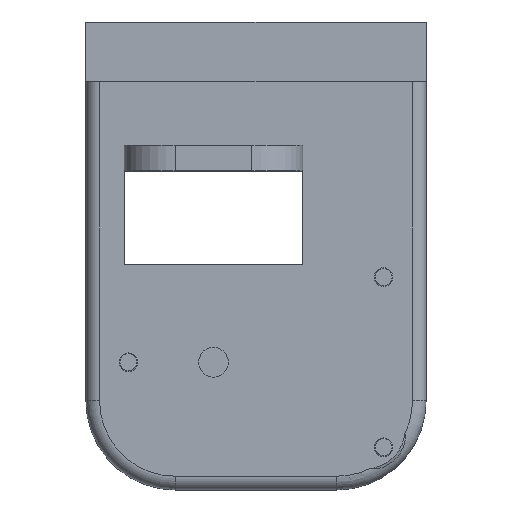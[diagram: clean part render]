
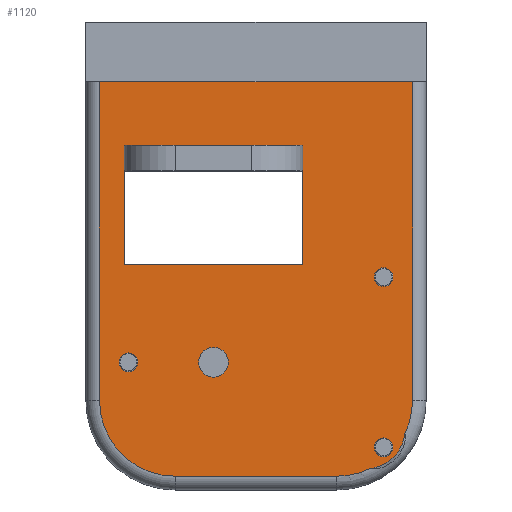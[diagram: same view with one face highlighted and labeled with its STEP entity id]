
A CAD part, top view. The second image highlights one B-rep face of the part: STEP entity #1120.
In plain terms, the highlighted planar face has unit normal (0, 0, 1).
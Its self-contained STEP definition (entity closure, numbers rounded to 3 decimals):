
#16=B_SPLINE_CURVE_WITH_KNOTS('',3,(#1873,#1874,#1875,#1876,#1877,#1878,
#1879,#1880,#1881,#1882,#1883,#1884,#1885,#1886,#1887,#1888),
 .UNSPECIFIED.,.F.,.F.,(4,2,2,2,2,2,2,4),(-0.001,0.,0.175,
0.275,0.336,0.496,0.7,
0.702),.UNSPECIFIED.);
#34=FACE_BOUND('',#181,.T.);
#35=FACE_BOUND('',#182,.T.);
#36=FACE_BOUND('',#183,.T.);
#37=FACE_BOUND('',#184,.T.);
#38=FACE_BOUND('',#185,.T.);
#63=PLANE('',#1228);
#106=FACE_OUTER_BOUND('',#180,.T.);
#180=EDGE_LOOP('',(#916,#917,#918,#919,#920,#921,#922,#923));
#181=EDGE_LOOP('',(#924));
#182=EDGE_LOOP('',(#925,#926,#927,#928,#929,#930));
#183=EDGE_LOOP('',(#931));
#184=EDGE_LOOP('',(#932));
#185=EDGE_LOOP('',(#933));
#262=LINE('',#1759,#361);
#286=LINE('',#1822,#385);
#300=LINE('',#1864,#399);
#301=LINE('',#1866,#400);
#302=LINE('',#1870,#401);
#303=LINE('',#1892,#402);
#304=LINE('',#1894,#403);
#305=LINE('',#1895,#404);
#306=LINE('',#1897,#405);
#307=LINE('',#1898,#406);
#361=VECTOR('',#1395,10.);
#385=VECTOR('',#1453,10.);
#399=VECTOR('',#1497,10.);
#400=VECTOR('',#1498,10.);
#401=VECTOR('',#1501,10.);
#402=VECTOR('',#1506,10.);
#403=VECTOR('',#1507,10.);
#404=VECTOR('',#1508,10.);
#405=VECTOR('',#1509,10.);
#406=VECTOR('',#1510,10.);
#446=CIRCLE('',#1226,1.1);
#448=CIRCLE('',#1229,8.9);
#449=CIRCLE('',#1230,8.9);
#450=CIRCLE('',#1231,8.9);
#451=CIRCLE('',#1232,1.1);
#452=CIRCLE('',#1233,1.75);
#453=CIRCLE('',#1234,1.1);
#489=VERTEX_POINT('',#1670);
#492=VERTEX_POINT('',#1676);
#523=VERTEX_POINT('',#1756);
#524=VERTEX_POINT('',#1758);
#546=VERTEX_POINT('',#1821);
#557=VERTEX_POINT('',#1856);
#558=VERTEX_POINT('',#1861);
#559=VERTEX_POINT('',#1862);
#560=VERTEX_POINT('',#1865);
#561=VERTEX_POINT('',#1867);
#562=VERTEX_POINT('',#1869);
#563=VERTEX_POINT('',#1871);
#564=VERTEX_POINT('',#1889);
#565=VERTEX_POINT('',#1891);
#566=VERTEX_POINT('',#1893);
#567=VERTEX_POINT('',#1896);
#568=VERTEX_POINT('',#1899);
#569=VERTEX_POINT('',#1901);
#639=EDGE_CURVE('',#524,#523,#262,.T.);
#671=EDGE_CURVE('',#546,#492,#286,.T.);
#689=EDGE_CURVE('',#557,#557,#446,.T.);
#691=EDGE_CURVE('',#558,#559,#448,.T.);
#692=EDGE_CURVE('',#558,#524,#300,.T.);
#693=EDGE_CURVE('',#560,#523,#301,.T.);
#694=EDGE_CURVE('',#561,#560,#449,.T.);
#695=EDGE_CURVE('',#562,#561,#302,.T.);
#696=EDGE_CURVE('',#563,#562,#450,.T.);
#697=EDGE_CURVE('',#559,#563,#16,.T.);
#698=EDGE_CURVE('',#564,#564,#451,.T.);
#699=EDGE_CURVE('',#492,#565,#303,.T.);
#700=EDGE_CURVE('',#565,#566,#304,.T.);
#701=EDGE_CURVE('',#566,#489,#305,.T.);
#702=EDGE_CURVE('',#489,#567,#306,.T.);
#703=EDGE_CURVE('',#567,#546,#307,.T.);
#704=EDGE_CURVE('',#568,#568,#452,.T.);
#705=EDGE_CURVE('',#569,#569,#453,.T.);
#916=ORIENTED_EDGE('',*,*,#691,.F.);
#917=ORIENTED_EDGE('',*,*,#692,.T.);
#918=ORIENTED_EDGE('',*,*,#639,.T.);
#919=ORIENTED_EDGE('',*,*,#693,.F.);
#920=ORIENTED_EDGE('',*,*,#694,.F.);
#921=ORIENTED_EDGE('',*,*,#695,.F.);
#922=ORIENTED_EDGE('',*,*,#696,.F.);
#923=ORIENTED_EDGE('',*,*,#697,.F.);
#924=ORIENTED_EDGE('',*,*,#698,.F.);
#925=ORIENTED_EDGE('',*,*,#671,.T.);
#926=ORIENTED_EDGE('',*,*,#699,.T.);
#927=ORIENTED_EDGE('',*,*,#700,.T.);
#928=ORIENTED_EDGE('',*,*,#701,.T.);
#929=ORIENTED_EDGE('',*,*,#702,.T.);
#930=ORIENTED_EDGE('',*,*,#703,.T.);
#931=ORIENTED_EDGE('',*,*,#704,.T.);
#932=ORIENTED_EDGE('',*,*,#705,.F.);
#933=ORIENTED_EDGE('',*,*,#689,.F.);
#1120=ADVANCED_FACE('',(#106,#34,#35,#36,#37,#38),#63,.T.);
#1226=AXIS2_PLACEMENT_3D('',#1858,#1489,#1490);
#1228=AXIS2_PLACEMENT_3D('',#1860,#1493,#1494);
#1229=AXIS2_PLACEMENT_3D('',#1863,#1495,#1496);
#1230=AXIS2_PLACEMENT_3D('',#1868,#1499,#1500);
#1231=AXIS2_PLACEMENT_3D('',#1872,#1502,#1503);
#1232=AXIS2_PLACEMENT_3D('',#1890,#1504,#1505);
#1233=AXIS2_PLACEMENT_3D('',#1900,#1511,#1512);
#1234=AXIS2_PLACEMENT_3D('',#1902,#1513,#1514);
#1395=DIRECTION('',(-1.,0.,0.));
#1453=DIRECTION('',(0.,-1.,0.));
#1489=DIRECTION('center_axis',(0.,0.,1.));
#1490=DIRECTION('ref_axis',(1.,0.,0.));
#1493=DIRECTION('center_axis',(0.,0.,1.));
#1494=DIRECTION('ref_axis',(1.,0.,0.));
#1495=DIRECTION('center_axis',(0.,0.,-1.));
#1496=DIRECTION('ref_axis',(0.707,-0.707,0.));
#1497=DIRECTION('',(0.,1.,0.));
#1498=DIRECTION('',(0.,1.,0.));
#1499=DIRECTION('center_axis',(0.,0.,-1.));
#1500=DIRECTION('ref_axis',(-0.707,-0.707,0.));
#1501=DIRECTION('',(-1.,0.,0.));
#1502=DIRECTION('center_axis',(0.,0.,-1.));
#1503=DIRECTION('ref_axis',(0.707,-0.707,0.));
#1504=DIRECTION('center_axis',(0.,0.,1.));
#1505=DIRECTION('ref_axis',(1.,0.,0.));
#1506=DIRECTION('',(0.,-1.,0.));
#1507=DIRECTION('',(-1.,0.,0.));
#1508=DIRECTION('',(0.,1.,0.));
#1509=DIRECTION('',(0.,1.,0.));
#1510=DIRECTION('',(1.,0.,0.));
#1511=DIRECTION('center_axis',(0.,0.,-1.));
#1512=DIRECTION('ref_axis',(1.,0.,0.));
#1513=DIRECTION('center_axis',(0.,0.,1.));
#1514=DIRECTION('ref_axis',(1.,0.,0.));
#1670=CARTESIAN_POINT('',(-10.5,47.5,10.));
#1676=CARTESIAN_POINT('',(10.5,47.5,10.));
#1756=CARTESIAN_POINT('',(-13.4,58.,10.));
#1758=CARTESIAN_POINT('',(23.4,58.,10.));
#1759=CARTESIAN_POINT('',(-21.25,58.,10.));
#1821=CARTESIAN_POINT('',(10.5,50.5,10.));
#1822=CARTESIAN_POINT('',(10.5,23.75,10.));
#1856=CARTESIAN_POINT('',(21.1,15.,10.));
#1858=CARTESIAN_POINT('Origin',(20.,15.,10.));
#1860=CARTESIAN_POINT('Origin',(-27.5,0.,10.));
#1861=CARTESIAN_POINT('',(23.4,20.5,10.));
#1862=CARTESIAN_POINT('',(22.516,16.634,10.));
#1863=CARTESIAN_POINT('Origin',(14.5,20.5,10.));
#1864=CARTESIAN_POINT('',(23.4,55.,10.));
#1865=CARTESIAN_POINT('',(-13.4,20.5,10.));
#1866=CARTESIAN_POINT('',(-13.4,30.,10.));
#1867=CARTESIAN_POINT('',(-4.5,11.6,10.));
#1868=CARTESIAN_POINT('Origin',(-4.5,20.5,10.));
#1869=CARTESIAN_POINT('',(14.5,11.6,10.));
#1870=CARTESIAN_POINT('',(-13.75,11.6,10.));
#1871=CARTESIAN_POINT('',(18.366,12.484,10.));
#1872=CARTESIAN_POINT('Origin',(14.5,20.5,10.));
#1873=CARTESIAN_POINT('Ctrl Pts',(22.516,16.634,10.));
#1874=CARTESIAN_POINT('Ctrl Pts',(22.516,16.629,10.));
#1875=CARTESIAN_POINT('Ctrl Pts',(22.515,16.625,10.));
#1876=CARTESIAN_POINT('Ctrl Pts',(22.446,16.041,10.));
#1877=CARTESIAN_POINT('Ctrl Pts',(22.243,15.427,10.));
#1878=CARTESIAN_POINT('Ctrl Pts',(21.767,14.563,10.));
#1879=CARTESIAN_POINT('Ctrl Pts',(21.561,14.269,10.));
#1880=CARTESIAN_POINT('Ctrl Pts',(21.172,13.838,10.));
#1881=CARTESIAN_POINT('Ctrl Pts',(21.013,13.686,10.));
#1882=CARTESIAN_POINT('Ctrl Pts',(20.395,13.178,10.));
#1883=CARTESIAN_POINT('Ctrl Pts',(19.951,12.957,10.));
#1884=CARTESIAN_POINT('Ctrl Pts',(19.239,12.658,10.));
#1885=CARTESIAN_POINT('Ctrl Pts',(18.807,12.536,10.));
#1886=CARTESIAN_POINT('Ctrl Pts',(18.375,12.485,10.));
#1887=CARTESIAN_POINT('Ctrl Pts',(18.371,12.484,10.));
#1888=CARTESIAN_POINT('Ctrl Pts',(18.366,12.484,10.));
#1889=CARTESIAN_POINT('',(21.1,35.,10.));
#1890=CARTESIAN_POINT('Origin',(20.,35.,10.));
#1891=CARTESIAN_POINT('',(10.5,36.5,10.));
#1892=CARTESIAN_POINT('',(10.5,23.75,10.));
#1893=CARTESIAN_POINT('',(-10.5,36.5,10.));
#1894=CARTESIAN_POINT('',(-8.5,36.5,10.));
#1895=CARTESIAN_POINT('',(-10.5,18.25,10.));
#1896=CARTESIAN_POINT('',(-10.5,50.5,10.));
#1897=CARTESIAN_POINT('',(-10.5,25.25,10.));
#1898=CARTESIAN_POINT('',(-8.5,50.5,10.));
#1899=CARTESIAN_POINT('',(-1.75,25.,10.));
#1900=CARTESIAN_POINT('Origin',(0.,25.,10.));
#1901=CARTESIAN_POINT('',(-8.9,25.,10.));
#1902=CARTESIAN_POINT('Origin',(-10.,25.,10.));
